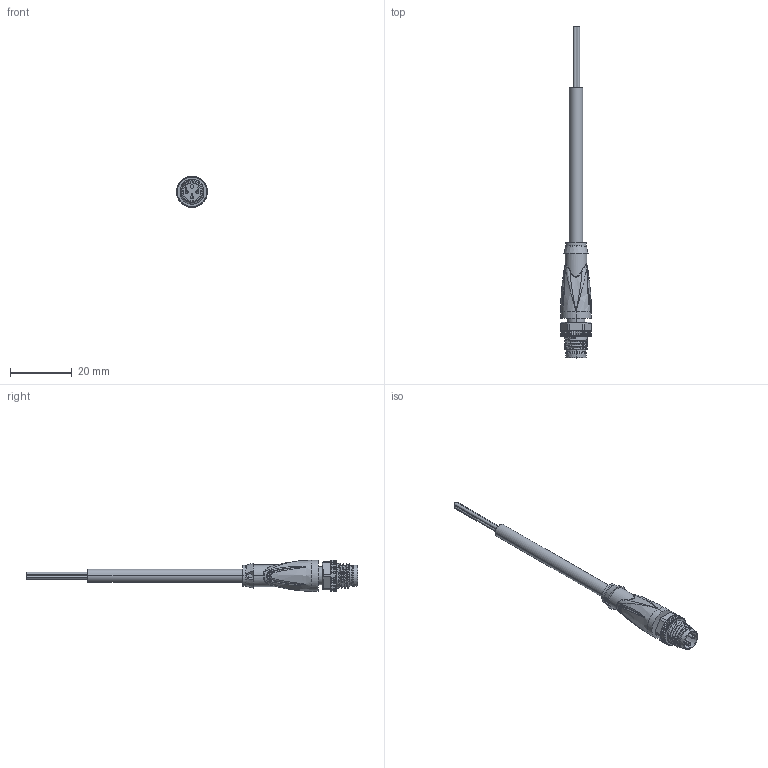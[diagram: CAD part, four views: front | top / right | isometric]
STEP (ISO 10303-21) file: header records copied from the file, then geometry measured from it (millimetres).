
FILE_DESCRIPTION(('STEP AP214'),'1');
FILE_NAME('cctmp_EB3F93C3-9AB2-4204-B1E9-3F62DDBFBE30_2022_04_27_10_52_40_0821..stp','2022-04-27T08:52:44',('KiM GmbH'),('CADClick - www.CADClick.com'),'Spatial InterOp 3D postprocessed',' ','unknown authorization');
FILE_SCHEMA(('AUTOMOTIVE_DESIGN'));
Length unit declared in the file: millimetre
Products named in the file (8): T195493_1; Connection2; Cable; Connection1; Connection1_3; Connection1_2; Connection1_1; T195493
Assembly tree (7 placements, depth 4):
  T195493
    T195493_1
      Connection2
      Cable
      Connection1
        Connection1_3
        Connection1_2
        Connection1_1
Bounding box: 10 x 107.3 x 10.15 mm (x, y, z)
Volume: 2932.1 mm3; surface area: 3334.3 mm2
Topology: 8 solids, 8 shells, 794 faces, 2111 edges, 1356 vertices
Faces by surface type: plane 369, cylinder 127, bspline 109, cone 83, torus 80, extrusion 16, sphere 10
Entity records: 44354 total; most frequent: CARTESIAN_POINT 20674, ORIENTED_EDGE 4202, DIRECTION 3390, EDGE_CURVE 2101, STYLED_ITEM 1423, PRESENTATION_STYLE_ASSIGNMENT 1423, VERTEX_POINT 1356, AXIS2_PLACEMENT_3D 1161
